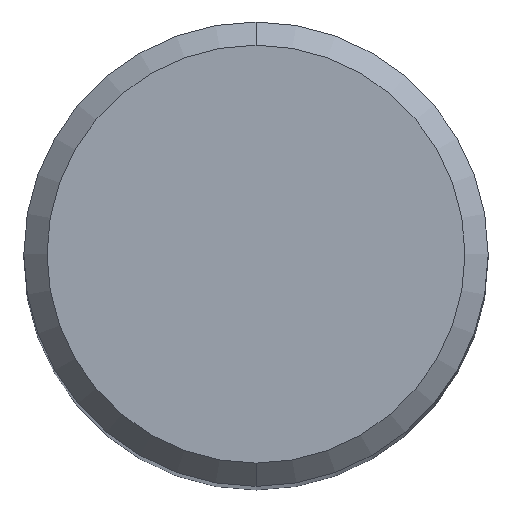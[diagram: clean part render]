
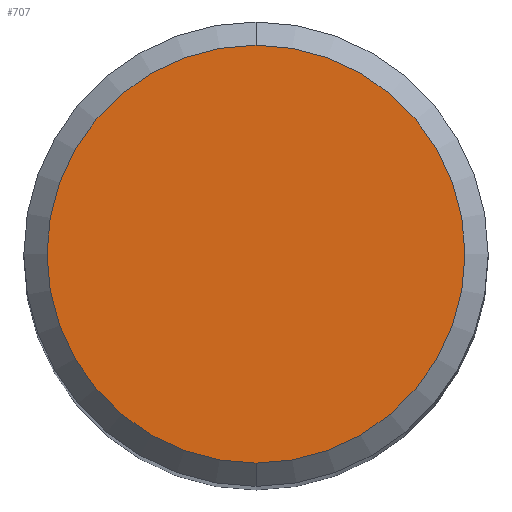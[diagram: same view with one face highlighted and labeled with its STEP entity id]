
A CAD part, top view. The second image highlights one B-rep face of the part: STEP entity #707.
In plain terms, the highlighted planar face has unit normal (0, 0, 1).
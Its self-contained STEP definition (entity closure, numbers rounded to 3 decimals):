
#365=VERTEX_POINT('',#942);
#377=VERTEX_POINT('',#954);
#585=EDGE_CURVE('',#377,#365,#1179,.T.);
#707=ADVANCED_FACE('',(#1315),#1316,.T.);
#735=EDGE_CURVE('',#365,#377,#1346,.T.);
#942=CARTESIAN_POINT('',(0.,-3.6,0.0));
#954=CARTESIAN_POINT('',(0.0,3.6,0.0));
#1179=CIRCLE('',#3130,3.6);
#1315=FACE_OUTER_BOUND('',#5291,.T.);
#1316=PLANE('',#5292);
#1346=CIRCLE('',#5436,3.6);
#3130=AXIS2_PLACEMENT_3D('',#6114,#6115,#6116);
#5291=EDGE_LOOP('',(#6306,#6307));
#5292=AXIS2_PLACEMENT_3D('',#6308,#6309,#6310);
#5436=AXIS2_PLACEMENT_3D('',#6332,#6333,#6334);
#6114=CARTESIAN_POINT('',(0.0,0.0,0.0));
#6115=DIRECTION('',(0.0,0.0,-1.0));
#6116=DIRECTION('',(0.0,1.0,0.0));
#6306=ORIENTED_EDGE('',*,*,#585,.F.);
#6307=ORIENTED_EDGE('',*,*,#735,.F.);
#6308=CARTESIAN_POINT('',(0.0,1.8,0.0));
#6309=DIRECTION('',(-0.0,0.0,1.0));
#6310=DIRECTION('',(0.0,-1.0,0.0));
#6332=CARTESIAN_POINT('',(0.0,0.0,0.0));
#6333=DIRECTION('',(0.0,0.0,-1.0));
#6334=DIRECTION('',(0.0,1.0,0.0));
